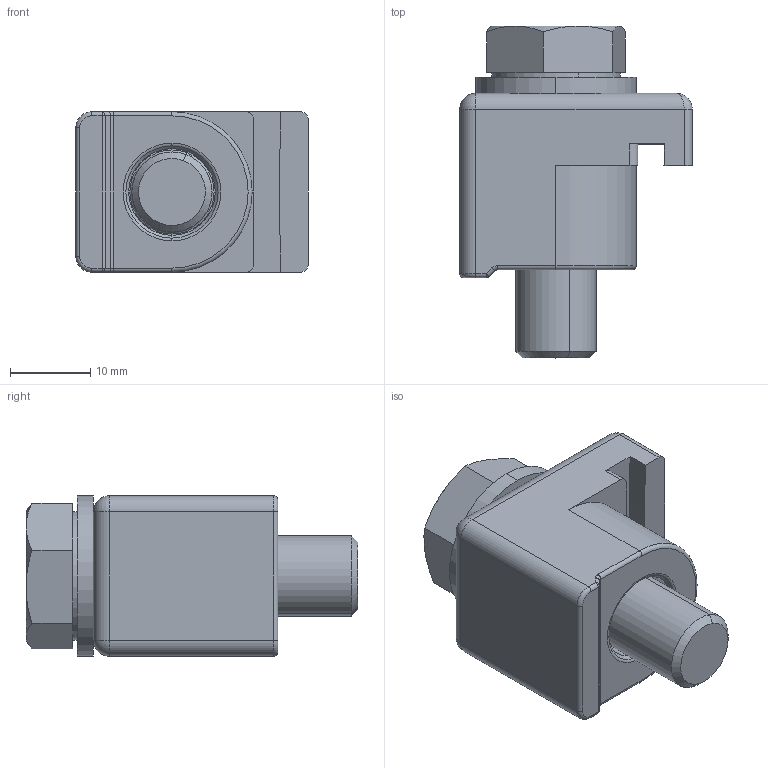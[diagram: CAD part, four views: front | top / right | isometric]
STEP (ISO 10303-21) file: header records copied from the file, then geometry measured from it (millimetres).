
FILE_DESCRIPTION (( 'STEP AP214' ), '1' );
FILE_NAME ('ISO160SCS-assy.STEP', '2010-02-09T14:00:48', ( 'Hositrad' ), ( 'Hositrad' ), 'SwSTEP 2.0', 'SolidWorks 2010', '' );
FILE_SCHEMA (( 'AUTOMOTIVE_DESIGN' ));
Length unit declared in the file: millimetre
Products named in the file (4): Hexagon head screw ISO 4017_ISO 4017 - M10 x 35-N; ISO160SCS-assy; ISO160SCS-wall; Washer ISO 7089_Washer ISO 7089 - 10
Assembly tree (3 placements, depth 2):
  ISO160SCS-assy
    Washer ISO 7089_Washer ISO 7089 - 10
    ISO160SCS-wall
    Hexagon head screw ISO 4017_ISO 4017 - M10 x 35-N
Bounding box: 29 x 41.4 x 20 mm (x, y, z)
Volume: 12730.2 mm3; surface area: 6046.4 mm2
Topology: 3 solids, 3 shells, 87 faces, 194 edges, 108 vertices
Faces by surface type: cylinder 31, plane 29, cone 12, torus 9, sphere 4, bspline 2
Entity records: 2801 total; most frequent: CARTESIAN_POINT 737, DIRECTION 441, ORIENTED_EDGE 376, EDGE_CURVE 188, AXIS2_PLACEMENT_3D 178, VERTEX_POINT 108, EDGE_LOOP 92, ADVANCED_FACE 87
